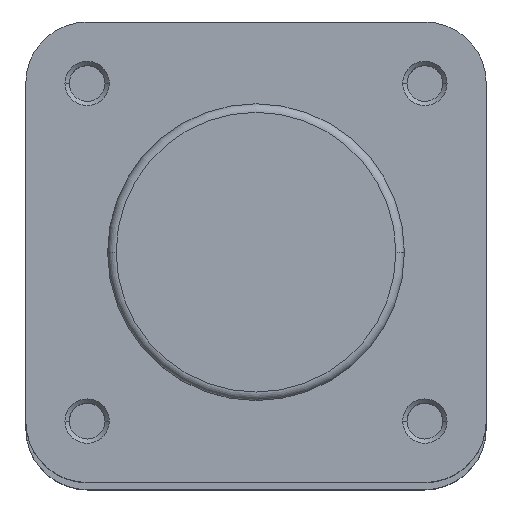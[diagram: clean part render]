
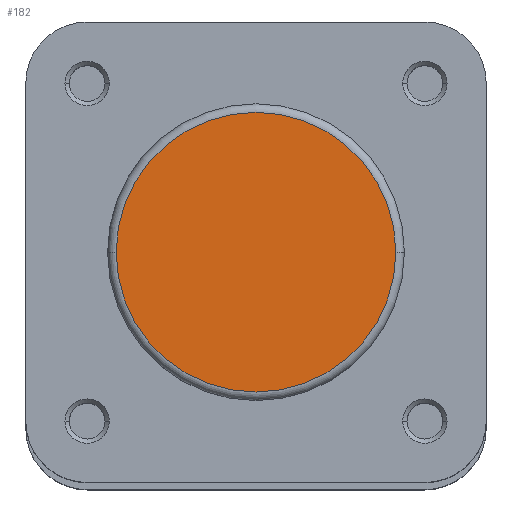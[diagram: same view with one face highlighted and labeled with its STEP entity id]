
A CAD part, top view. The second image highlights one B-rep face of the part: STEP entity #182.
In plain terms, the highlighted planar face has unit normal (0, 0, 1).
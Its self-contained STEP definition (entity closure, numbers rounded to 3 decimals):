
#182 = ADVANCED_FACE ( 'NONE', ( #2619 ), #1181, .F. ) ;
#214 = VERTEX_POINT ( 'NONE', #1224 ) ;
#215 = VERTEX_POINT ( 'NONE', #1225 ) ;
#1180 = CARTESIAN_POINT ( 'NONE',  ( 0., 17.4, 0. ) ) ;
#1181 = PLANE ( 'NONE',  #2940 ) ;
#1183 = DIRECTION ( 'NONE',  ( 0., 0., -1. ) ) ;
#1184 = DIRECTION ( 'NONE',  ( -1., 0., 0. ) ) ;
#1224 = CARTESIAN_POINT ( 'NONE',  ( 16.4, 0., 0. ) ) ;
#1225 = CARTESIAN_POINT ( 'NONE',  ( -16.4, 0., 0. ) ) ;
#2619 = FACE_OUTER_BOUND ( 'NONE', #5208, .T. ) ;
#2940 = AXIS2_PLACEMENT_3D ( 'NONE', #1180, #1183, #1184 ) ;
#3065 = AXIS2_PLACEMENT_3D ( 'NONE', #3844, #3845, #3846 ) ;
#3069 = AXIS2_PLACEMENT_3D ( 'NONE', #3905, #3913, #3914 ) ;
#3844 = CARTESIAN_POINT ( 'NONE',  ( 0., 0., 0. ) ) ;
#3845 = DIRECTION ( 'NONE',  ( 0., 0., 1. ) ) ;
#3846 = DIRECTION ( 'NONE',  ( -1., 0., 0. ) ) ;
#3905 = CARTESIAN_POINT ( 'NONE',  ( 0., 0., 0. ) ) ;
#3913 = DIRECTION ( 'NONE',  ( 0., 0., 1. ) ) ;
#3914 = DIRECTION ( 'NONE',  ( -1., 0., 0. ) ) ;
#4686 = CIRCLE ( 'NONE', #3065, 16.4 ) ;
#4732 = CIRCLE ( 'NONE', #3069, 16.4 ) ;
#5208 = EDGE_LOOP ( 'NONE', ( #5252, #5251 ) ) ;
#5251 = ORIENTED_EDGE ( 'NONE', *, *, #5768, .T. ) ;
#5252 = ORIENTED_EDGE ( 'NONE', *, *, #5796, .T. ) ;
#5768 = EDGE_CURVE ( 'NONE', #214, #215, #4686, .T. ) ;
#5796 = EDGE_CURVE ( 'NONE', #215, #214, #4732, .T. ) ;
